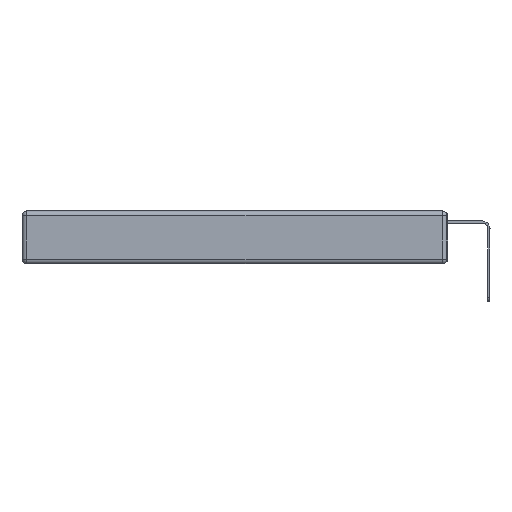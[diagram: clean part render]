
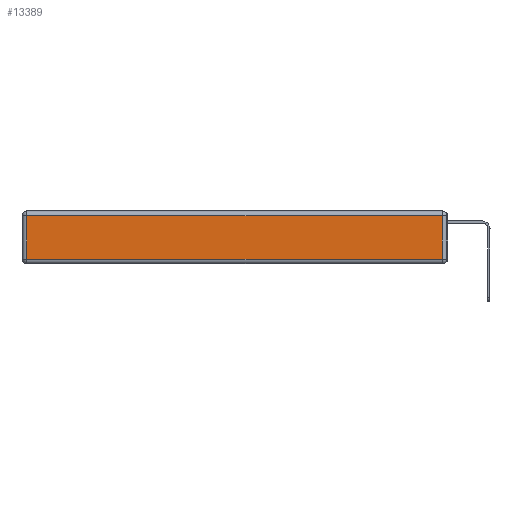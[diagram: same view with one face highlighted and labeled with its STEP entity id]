
A CAD part, left-side view. The second image highlights one B-rep face of the part: STEP entity #13389.
In plain terms, the highlighted planar face has unit normal (-1, 0, 0).
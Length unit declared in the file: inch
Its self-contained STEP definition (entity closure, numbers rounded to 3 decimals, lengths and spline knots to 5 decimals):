
#273 = PLANE ( 'NONE',  #5136 ) ;
#684 = LINE ( 'NONE', #2281, #3307 ) ;
#833 = DIRECTION ( 'NONE',  ( 0., 0., 1. ) ) ;
#1036 = ORIENTED_EDGE ( 'NONE', *, *, #18494, .T. ) ;
#1644 = VERTEX_POINT ( 'NONE', #14852 ) ;
#1968 = VECTOR ( 'NONE', #5664, 39.37008 ) ;
#2281 = CARTESIAN_POINT ( 'NONE',  ( 0., 0.03, -0.343 ) ) ;
#3307 = VECTOR ( 'NONE', #833, 39.37008 ) ;
#4805 = CARTESIAN_POINT ( 'NONE',  ( 0., 2.72, -0.343 ) ) ;
#5136 = AXIS2_PLACEMENT_3D ( 'NONE', #9296, #16825, #9232 ) ;
#5460 = CARTESIAN_POINT ( 'NONE',  ( 0., 0., -0.313 ) ) ;
#5664 = DIRECTION ( 'NONE',  ( 0., 1., 0. ) ) ;
#5777 = EDGE_CURVE ( 'NONE', #1644, #11844, #684, .T. ) ;
#6195 = VERTEX_POINT ( 'NONE', #13358 ) ;
#6514 = VECTOR ( 'NONE', #11788, 39.37008 ) ;
#7611 = FACE_OUTER_BOUND ( 'NONE', #13956, .T. ) ;
#8905 = EDGE_CURVE ( 'NONE', #11080, #1644, #14926, .T. ) ;
#9232 = DIRECTION ( 'NONE',  ( 0., 0., 1. ) ) ;
#9296 = CARTESIAN_POINT ( 'NONE',  ( 0., 0., -0.343 ) ) ;
#11080 = VERTEX_POINT ( 'NONE', #15185 ) ;
#11763 = ORIENTED_EDGE ( 'NONE', *, *, #5777, .T. ) ;
#11788 = DIRECTION ( 'NONE',  ( 0., -1., 0. ) ) ;
#11844 = VERTEX_POINT ( 'NONE', #16828 ) ;
#12398 = LINE ( 'NONE', #4805, #19598 ) ;
#13358 = CARTESIAN_POINT ( 'NONE',  ( 0., 2.72, -0.03 ) ) ;
#13389 = ADVANCED_FACE ( 'NONE', ( #7611 ), #273, .T. ) ;
#13956 = EDGE_LOOP ( 'NONE', ( #19540, #11763, #14443, #1036 ) ) ;
#14443 = ORIENTED_EDGE ( 'NONE', *, *, #16493, .T. ) ;
#14852 = CARTESIAN_POINT ( 'NONE',  ( 0., 0.03, -0.313 ) ) ;
#14926 = LINE ( 'NONE', #5460, #6514 ) ;
#15185 = CARTESIAN_POINT ( 'NONE',  ( 0., 2.72, -0.313 ) ) ;
#16493 = EDGE_CURVE ( 'NONE', #11844, #6195, #18263, .T. ) ;
#16825 = DIRECTION ( 'NONE',  ( -1., 0., 0. ) ) ;
#16828 = CARTESIAN_POINT ( 'NONE',  ( 0., 0.03, -0.03 ) ) ;
#17082 = DIRECTION ( 'NONE',  ( 0., 0., -1. ) ) ;
#17915 = CARTESIAN_POINT ( 'NONE',  ( 0., 2.75, -0.03 ) ) ;
#18263 = LINE ( 'NONE', #17915, #1968 ) ;
#18494 = EDGE_CURVE ( 'NONE', #6195, #11080, #12398, .T. ) ;
#19540 = ORIENTED_EDGE ( 'NONE', *, *, #8905, .T. ) ;
#19598 = VECTOR ( 'NONE', #17082, 39.37008 ) ;
